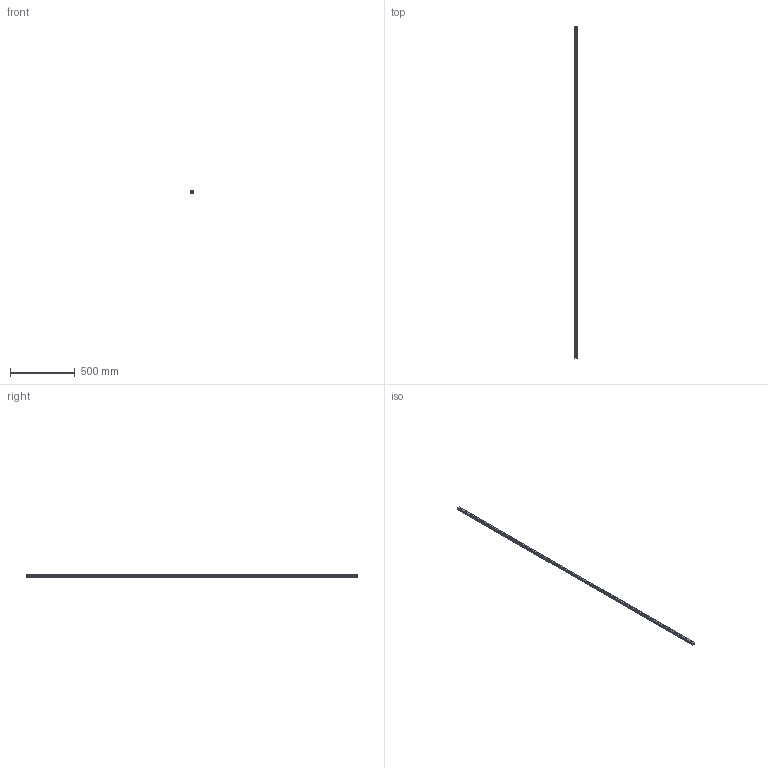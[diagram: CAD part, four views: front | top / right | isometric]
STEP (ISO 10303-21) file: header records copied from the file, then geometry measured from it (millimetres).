
FILE_DESCRIPTION(('STEP AP214'),'1');
FILE_NAME('cctmp_1DDD38C5-7676-4BA7-846E-4869786A612A_2020_5_18_12_23_30_124..stp','2020-05-18T10:23:30',('HIWIN GmbH'),('CADClick - www.CADClick.com'),'Spatial InterOp 3D',' ','unknown authorization');
FILE_SCHEMA(('AUTOMOTIVE_DESIGN'));
Length unit declared in the file: millimetre
Products named in the file (1): HGR20R2560H_FILE
Bounding box: 20 x 2560 x 17.5 mm (x, y, z)
Volume: 731612.8 mm3; surface area: 217327.5 mm2
Topology: 1 solids, 1 shells, 494 faces, 1077 edges, 718 vertices
Faces by surface type: cylinder 280, plane 214
Entity records: 17737 total; most frequent: DIRECTION 2627, CARTESIAN_POINT 2290, ORIENTED_EDGE 2154, EDGE_CURVE 1077, AXIS2_PLACEMENT_3D 1055, VERTEX_POINT 718, EDGE_LOOP 627, CIRCLE 560
